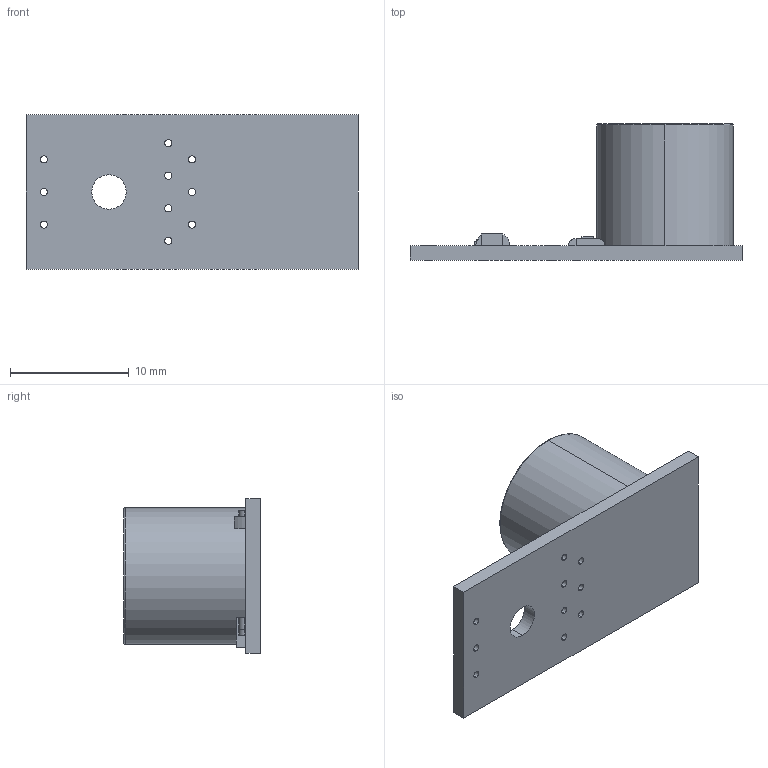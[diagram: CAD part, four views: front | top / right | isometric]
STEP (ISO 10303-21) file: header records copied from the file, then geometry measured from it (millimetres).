
FILE_DESCRIPTION (( 'STEP AP203' ), '1' );
FILE_NAME ('keyes buzzer.STEP', '2019-04-15T17:00:26', ( '' ), ( '' ), 'SwSTEP 2.0', 'SolidWorks 2017', '' );
FILE_SCHEMA (( 'CONFIG_CONTROL_DESIGN' ));
Length unit declared in the file: millimetre
Products named in the file (1): keyes buzzer
Bounding box: 28 x 11.5 x 13 mm (x, y, z)
Volume: 1487.3 mm3; surface area: 1270.4 mm2
Topology: 6 solids, 6 shells, 135 faces, 316 edges, 210 vertices
Faces by surface type: plane 76, cylinder 57, torus 2
Entity records: 4003 total; most frequent: DIRECTION 706, CARTESIAN_POINT 662, ORIENTED_EDGE 632, EDGE_CURVE 316, AXIS2_PLACEMENT_3D 254, VERTEX_POINT 210, LINE 198, VECTOR 198
